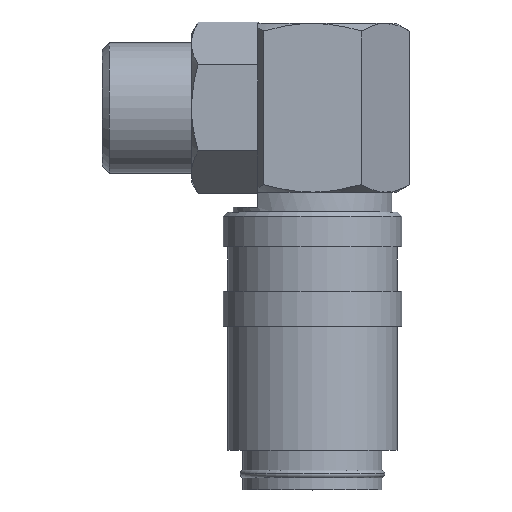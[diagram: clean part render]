
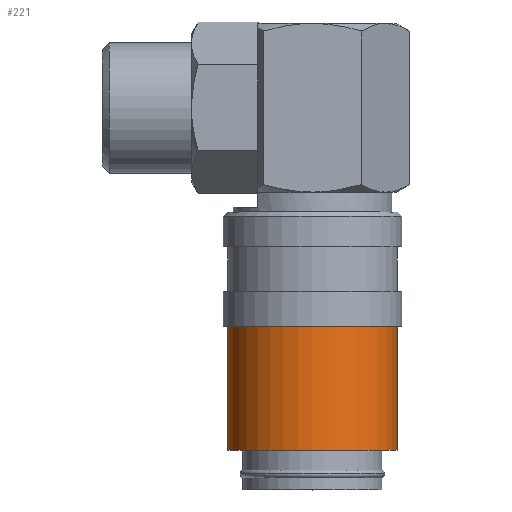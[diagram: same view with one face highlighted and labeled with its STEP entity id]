
A CAD part, top view. The second image highlights one B-rep face of the part: STEP entity #221.
In plain terms, the highlighted cylindrical face has radius 8.55 mm (diameter 17.1 mm), a partial arc.
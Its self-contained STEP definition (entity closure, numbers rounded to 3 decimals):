
#221=ADVANCED_FACE('',(#466),#467,.T.);
#466=FACE_OUTER_BOUND('',#731,.T.);
#467=CYLINDRICAL_SURFACE('',#732,8.55);
#731=EDGE_LOOP('',(#1299,#1300,#1301,#1302));
#732=AXIS2_PLACEMENT_3D('',#1303,#1304,#1305);
#1299=ORIENTED_EDGE('',*,*,#1758,.F.);
#1300=ORIENTED_EDGE('',*,*,#1753,.T.);
#1301=ORIENTED_EDGE('',*,*,#1759,.F.);
#1302=ORIENTED_EDGE('',*,*,#1760,.F.);
#1303=CARTESIAN_POINT('',(0.0,10.25,0.0));
#1304=DIRECTION('',(0.0,1.0,0.0));
#1305=DIRECTION('',(-1.0,0.0,0.));
#1753=EDGE_CURVE('',#2140,#2141,#2142,.T.);
#1758=EDGE_CURVE('',#2140,#2147,#2148,.T.);
#1759=EDGE_CURVE('',#2149,#2141,#2150,.T.);
#1760=EDGE_CURVE('',#2147,#2149,#2151,.T.);
#2140=VERTEX_POINT('',#3029);
#2141=VERTEX_POINT('',#3030);
#2142=CIRCLE('',#3031,8.55);
#2147=VERTEX_POINT('',#3047);
#2148=LINE('',#3048,#3049);
#2149=VERTEX_POINT('',#3050);
#2150=LINE('',#3051,#3052);
#2151=CIRCLE('',#3053,8.55);
#3029=CARTESIAN_POINT('',(-8.55,4.0,0.));
#3030=CARTESIAN_POINT('',(8.55,4.0,0.));
#3031=AXIS2_PLACEMENT_3D('',#3384,#3385,#3386);
#3047=CARTESIAN_POINT('',(-8.55,16.5,0.));
#3048=CARTESIAN_POINT('',(-8.55,10.25,0.));
#3049=VECTOR('',#3390,1.0);
#3050=CARTESIAN_POINT('',(8.55,16.5,0.));
#3051=CARTESIAN_POINT('',(8.55,10.25,0.));
#3052=VECTOR('',#3391,1.0);
#3053=AXIS2_PLACEMENT_3D('',#3392,#3393,#3394);
#3384=CARTESIAN_POINT('',(0.0,4.0,0.0));
#3385=DIRECTION('',(0.0,1.0,0.0));
#3386=DIRECTION('',(-1.0,0.0,0.));
#3390=DIRECTION('',(0.0,1.0,0.0));
#3391=DIRECTION('',(-0.0,-1.0,-0.0));
#3392=CARTESIAN_POINT('',(0.0,16.5,0.0));
#3393=DIRECTION('',(0.0,1.0,0.0));
#3394=DIRECTION('',(-1.0,0.0,0.));
